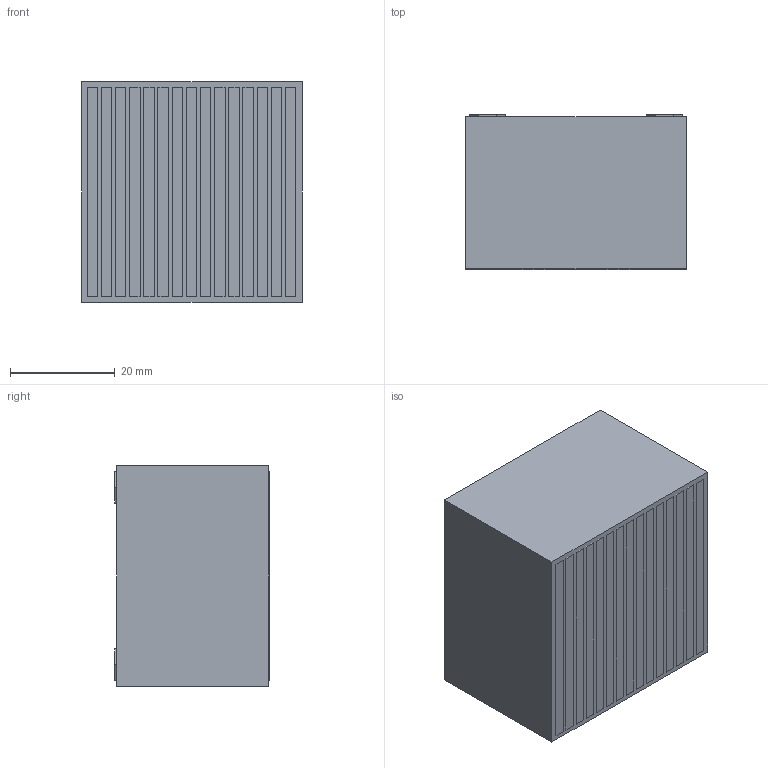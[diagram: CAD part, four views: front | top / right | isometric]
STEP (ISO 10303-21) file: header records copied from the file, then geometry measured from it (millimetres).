
FILE_DESCRIPTION (( 'STEP AP214' ), '1' );
FILE_NAME ('EPM-customer.STEP', '2023-01-17T14:22:49', ( '' ), ( '' ), 'SwSTEP 2.0', 'SolidWorks 2023', '' );
FILE_SCHEMA (( 'AUTOMOTIVE_DESIGN' ));
Length unit declared in the file: millimetre
Products named in the file (1): EPM-customer
Bounding box: 42 x 29.5 x 42 mm (x, y, z)
Surface area: 14930.9 mm2
Topology: 20 solids, 20 shells, 316 faces, 820 edges, 544 vertices
Faces by surface type: cylinder 168, plane 136, bspline 12
Entity records: 18866 total; most frequent: CARTESIAN_POINT 11933, ORIENTED_EDGE 1640, DIRECTION 1114, EDGE_CURVE 820, VERTEX_POINT 544, LINE 464, VECTOR 464, AXIS2_PLACEMENT_3D 325
